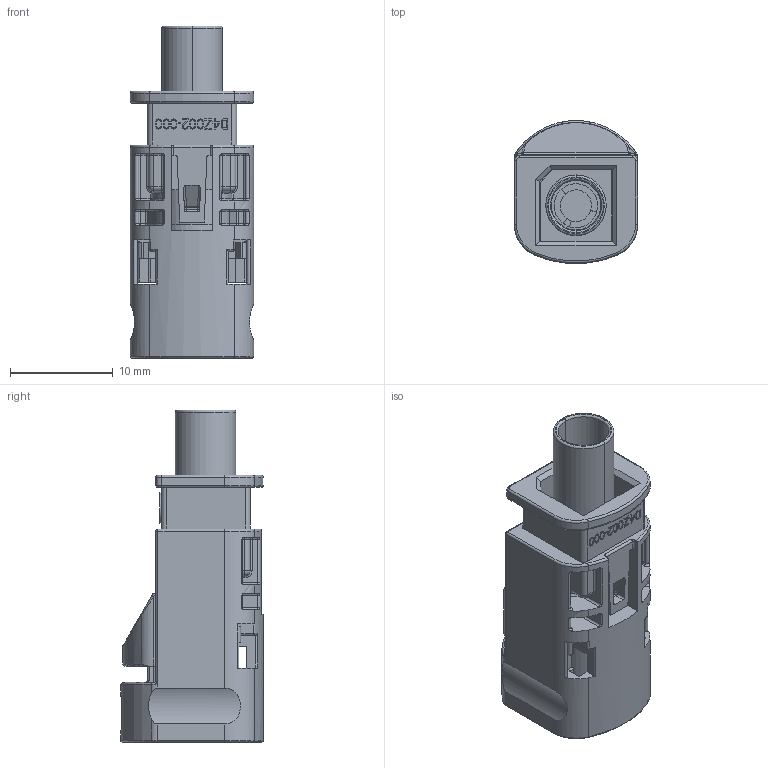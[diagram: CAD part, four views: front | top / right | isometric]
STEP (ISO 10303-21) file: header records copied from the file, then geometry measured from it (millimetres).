
FILE_DESCRIPTION((''),'2;1');
FILE_NAME('D4S10A-1D5XX-Y_07022011','2011-02-07T',('V_Pangritz'),(''),'PRO/ENGINEER BY PARAMETRIC TECHNOLOGY CORPORATION, 2010280','PRO/ENGINEER BY PARAMETRIC TECHNOLOGY CORPORATION, 2010280','');
FILE_SCHEMA(('AUTOMOTIVE_DESIGN_CC2 { 1 2 10303 214 -1 1 5 2 }'));
Length unit declared in the file: millimetre
Products named in the file (1): D4S10A-1D5XX-Y_07022011
Bounding box: 12 x 13.92 x 32.35 mm (x, y, z)
Volume: 2177.9 mm3; surface area: 3892.1 mm2
Topology: 1 solids, 3 shells, 1339 faces, 3570 edges, 2268 vertices
Faces by surface type: plane 827, cylinder 335, torus 74, sphere 61, bspline 35, cone 7
Entity records: 58210 total; most frequent: CARTESIAN_POINT 9376, ORIENTED_EDGE 7138, DIRECTION 6815, EDGE_CURVE 3569, VECTOR 2649, LINE 2649, FILL_AREA_STYLE_COLOUR 2397, FILL_AREA_STYLE 2397
